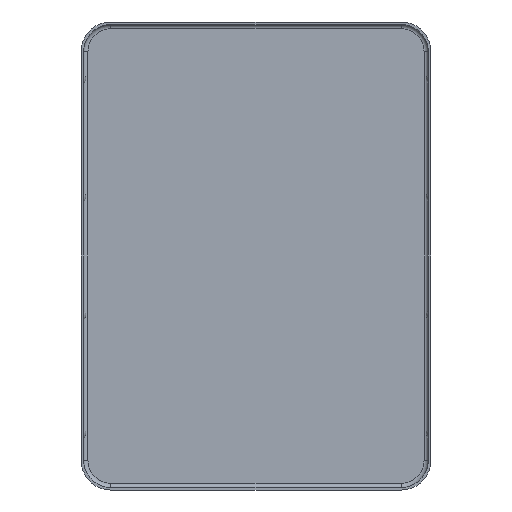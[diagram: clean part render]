
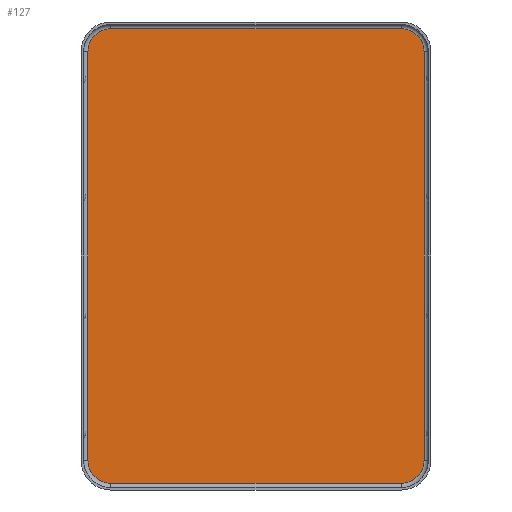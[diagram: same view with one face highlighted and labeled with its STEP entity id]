
A CAD part, front view. The second image highlights one B-rep face of the part: STEP entity #127.
In plain terms, the highlighted planar face has unit normal (0, -1, 0).
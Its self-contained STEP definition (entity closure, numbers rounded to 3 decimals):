
#127 = ADVANCED_FACE( 'NONE', ( #285 ), #286, .T. );
#285 = FACE_OUTER_BOUND( '', #462, .T. );
#286 = PLANE( '', #463 );
#462 = EDGE_LOOP( '', ( #754, #755, #756, #757, #758, #759, #760, #761 ) );
#463 = AXIS2_PLACEMENT_3D( '', #762, #763, #764 );
#754 = ORIENTED_EDGE( '', *, *, #1042, .F. );
#755 = ORIENTED_EDGE( '', *, *, #1039, .F. );
#756 = ORIENTED_EDGE( '', *, *, #1043, .F. );
#757 = ORIENTED_EDGE( '', *, *, #1044, .T. );
#758 = ORIENTED_EDGE( '', *, *, #1045, .T. );
#759 = ORIENTED_EDGE( '', *, *, #1046, .F. );
#760 = ORIENTED_EDGE( '', *, *, #1047, .T. );
#761 = ORIENTED_EDGE( '', *, *, #1021, .T. );
#762 = CARTESIAN_POINT( '', ( 17.2, 0., -24.2 ) );
#763 = DIRECTION( '', ( 0., -1., 0. ) );
#764 = DIRECTION( '', ( 0., 0., -1. ) );
#1021 = EDGE_CURVE( 'NONE', #1219, #1217, #1220, .T. );
#1039 = EDGE_CURVE( 'NONE', #1242, #1244, #1245, .T. );
#1042 = EDGE_CURVE( 'NONE', #1244, #1217, #1248, .T. );
#1043 = EDGE_CURVE( 'NONE', #1249, #1242, #1250, .T. );
#1044 = EDGE_CURVE( 'NONE', #1249, #1251, #1252, .T. );
#1045 = EDGE_CURVE( 'NONE', #1251, #1253, #1254, .T. );
#1046 = EDGE_CURVE( 'NONE', #1255, #1253, #1256, .T. );
#1047 = EDGE_CURVE( 'NONE', #1255, #1219, #1257, .T. );
#1217 = VERTEX_POINT( 'NONE', #1456 );
#1219 = VERTEX_POINT( 'NONE', #1458 );
#1220 = CIRCLE( '', #1459, 2.7 );
#1242 = VERTEX_POINT( 'NONE', #1486 );
#1244 = VERTEX_POINT( 'NONE', #1488 );
#1245 = CIRCLE( '', #1489, 2.7 );
#1248 = LINE( '', #1492, #1493 );
#1249 = VERTEX_POINT( 'NONE', #1494 );
#1250 = LINE( '', #1495, #1496 );
#1251 = VERTEX_POINT( 'NONE', #1497 );
#1252 = CIRCLE( '', #1498, 2.7 );
#1253 = VERTEX_POINT( 'NONE', #1499 );
#1254 = LINE( '', #1500, #1501 );
#1255 = VERTEX_POINT( 'NONE', #1502 );
#1256 = CIRCLE( '', #1503, 2.7 );
#1257 = LINE( '', #1504, #1505 );
#1456 = CARTESIAN_POINT( '', ( -17.2, 0., -26.9 ) );
#1458 = CARTESIAN_POINT( '', ( -19.9, 0., -24.2 ) );
#1459 = AXIS2_PLACEMENT_3D( '', #1682, #1683, #1684 );
#1486 = CARTESIAN_POINT( '', ( 19.9, 0., -24.2 ) );
#1488 = CARTESIAN_POINT( '', ( 17.2, 0., -26.9 ) );
#1489 = AXIS2_PLACEMENT_3D( '', #1708, #1709, #1710 );
#1492 = CARTESIAN_POINT( '', ( 17.2, 0., -26.9 ) );
#1493 = VECTOR( '', #1714, 1000. );
#1494 = CARTESIAN_POINT( '', ( 19.9, 0., 24.2 ) );
#1495 = CARTESIAN_POINT( '', ( 19.9, 0., 0. ) );
#1496 = VECTOR( '', #1715, 1000. );
#1497 = CARTESIAN_POINT( '', ( 17.2, 0., 26.9 ) );
#1498 = AXIS2_PLACEMENT_3D( '', #1716, #1717, #1718 );
#1499 = CARTESIAN_POINT( '', ( -17.2, 0., 26.9 ) );
#1500 = CARTESIAN_POINT( '', ( 17.2, 0., 26.9 ) );
#1501 = VECTOR( '', #1719, 1000. );
#1502 = CARTESIAN_POINT( '', ( -19.9, 0., 24.2 ) );
#1503 = AXIS2_PLACEMENT_3D( '', #1720, #1721, #1722 );
#1504 = CARTESIAN_POINT( '', ( -19.9, 0., 0. ) );
#1505 = VECTOR( '', #1723, 1000. );
#1682 = CARTESIAN_POINT( '', ( -17.2, 0., -24.2 ) );
#1683 = DIRECTION( '', ( 0., -1., 0. ) );
#1684 = DIRECTION( '', ( 0., 0., 1. ) );
#1708 = CARTESIAN_POINT( '', ( 17.2, 0., -24.2 ) );
#1709 = DIRECTION( '', ( 0., 1., 0. ) );
#1710 = DIRECTION( '', ( 0., 0., 1. ) );
#1714 = DIRECTION( '', ( -1., 0., 0. ) );
#1715 = DIRECTION( '', ( 0., 0., -1. ) );
#1716 = CARTESIAN_POINT( '', ( 17.2, 0., 24.2 ) );
#1717 = DIRECTION( '', ( 0., -1., 0. ) );
#1718 = DIRECTION( '', ( 0., 0., -1. ) );
#1719 = DIRECTION( '', ( -1., 0., 0. ) );
#1720 = CARTESIAN_POINT( '', ( -17.2, 0., 24.2 ) );
#1721 = DIRECTION( '', ( 0., 1., 0. ) );
#1722 = DIRECTION( '', ( 0., 0., -1. ) );
#1723 = DIRECTION( '', ( 0., 0., -1. ) );
